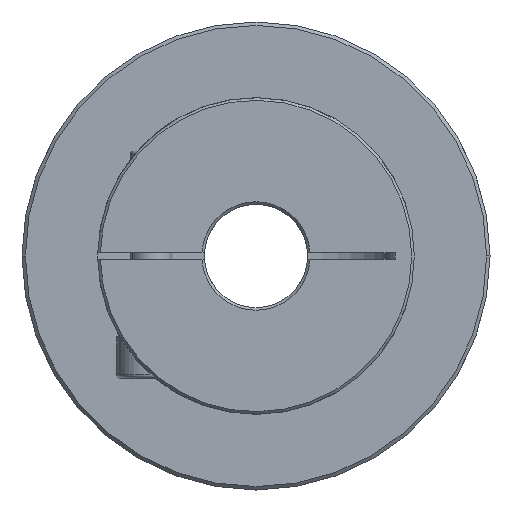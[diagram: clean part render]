
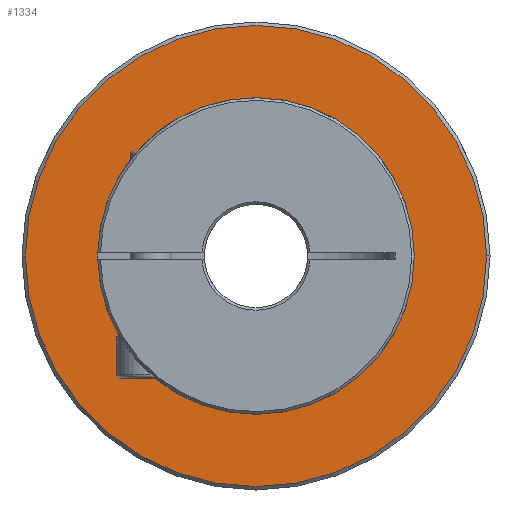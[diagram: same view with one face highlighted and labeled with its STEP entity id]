
A CAD part, left-side view. The second image highlights one B-rep face of the part: STEP entity #1334.
In plain terms, the highlighted planar face has unit normal (-1, 0, 0).
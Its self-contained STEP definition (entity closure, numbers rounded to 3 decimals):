
#126 = VERTEX_POINT ( 'NONE', #1869 ) ;
#130 = VERTEX_POINT ( 'NONE', #1871 ) ;
#321 = VERTEX_POINT ( 'NONE', #2892 ) ;
#322 = VERTEX_POINT ( 'NONE', #2893 ) ;
#506 = EDGE_CURVE ( 'NONE', #126, #130, #3491, .T. ) ;
#529 = EDGE_CURVE ( 'NONE', #322, #321, #3521, .T. ) ;
#553 = EDGE_CURVE ( 'NONE', #321, #322, #3552, .T. ) ;
#580 = EDGE_CURVE ( 'NONE', #130, #126, #3585, .T. ) ;
#864 = EDGE_LOOP ( 'NONE', ( #1085, #1086 ) ) ;
#880 = EDGE_LOOP ( 'NONE', ( #1087, #1088 ) ) ;
#1085 = ORIENTED_EDGE ( 'NONE', *, *, #529, .T. ) ;
#1086 = ORIENTED_EDGE ( 'NONE', *, *, #553, .T. ) ;
#1087 = ORIENTED_EDGE ( 'NONE', *, *, #506, .F. ) ;
#1088 = ORIENTED_EDGE ( 'NONE', *, *, #580, .F. ) ;
#1334 = ADVANCED_FACE ( 'NONE', ( #3683, #3672 ), #4400, .T. ) ;
#1705 = AXIS2_PLACEMENT_3D ( 'NONE', #3408, #3414, #3415 ) ;
#1714 = AXIS2_PLACEMENT_3D ( 'NONE', #3808, #3809, #3810 ) ;
#1732 = AXIS2_PLACEMENT_3D ( 'NONE', #3910, #3911, #3912 ) ;
#1869 = CARTESIAN_POINT ( 'NONE',  ( -21.619, 33.5, 0. ) ) ;
#1871 = CARTESIAN_POINT ( 'NONE',  ( -21.619, -33.5, 0. ) ) ;
#2892 = CARTESIAN_POINT ( 'NONE',  ( -21.619, -23., 0. ) ) ;
#2893 = CARTESIAN_POINT ( 'NONE',  ( -21.619, 23., 0. ) ) ;
#3408 = CARTESIAN_POINT ( 'NONE',  ( -21.619, 0., 0. ) ) ;
#3414 = DIRECTION ( 'NONE',  ( 1., 0., 0. ) ) ;
#3415 = DIRECTION ( 'NONE',  ( 0., -1., 0. ) ) ;
#3491 = CIRCLE ( 'NONE', #1705, 33.5 ) ;
#3521 = CIRCLE ( 'NONE', #1714, 23. ) ;
#3552 = CIRCLE ( 'NONE', #1732, 23. ) ;
#3585 = CIRCLE ( 'NONE', #4039, 33.5 ) ;
#3672 = FACE_OUTER_BOUND ( 'NONE', #880, .T. ) ;
#3683 = FACE_BOUND ( 'NONE', #864, .T. ) ;
#3808 = CARTESIAN_POINT ( 'NONE',  ( -21.619, 0., 0. ) ) ;
#3809 = DIRECTION ( 'NONE',  ( 1., 0., 0. ) ) ;
#3810 = DIRECTION ( 'NONE',  ( 0., -1., 0. ) ) ;
#3910 = CARTESIAN_POINT ( 'NONE',  ( -21.619, 0., 0. ) ) ;
#3911 = DIRECTION ( 'NONE',  ( 1., 0., 0. ) ) ;
#3912 = DIRECTION ( 'NONE',  ( 0., -1., 0. ) ) ;
#3982 = CARTESIAN_POINT ( 'NONE',  ( -21.619, 0., 0. ) ) ;
#3983 = DIRECTION ( 'NONE',  ( 1., 0., 0. ) ) ;
#3984 = DIRECTION ( 'NONE',  ( 0., -1., 0. ) ) ;
#4039 = AXIS2_PLACEMENT_3D ( 'NONE', #3982, #3983, #3984 ) ;
#4091 = AXIS2_PLACEMENT_3D ( 'NONE', #4431, #4435, #4436 ) ;
#4400 = PLANE ( 'NONE',  #4091 ) ;
#4431 = CARTESIAN_POINT ( 'NONE',  ( -21.619, 0., 0. ) ) ;
#4435 = DIRECTION ( 'NONE',  ( -1., 0., 0. ) ) ;
#4436 = DIRECTION ( 'NONE',  ( 0., -1., 0. ) ) ;
